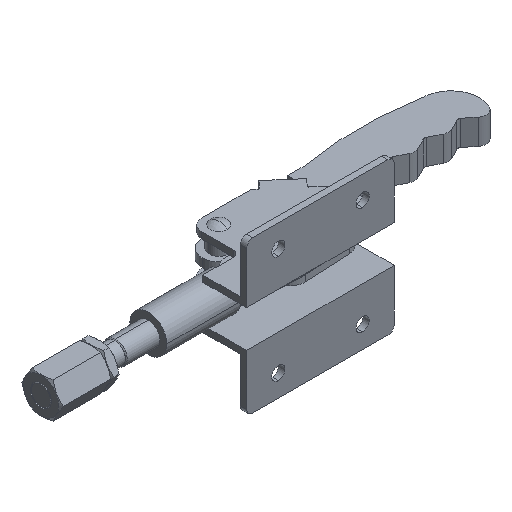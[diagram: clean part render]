
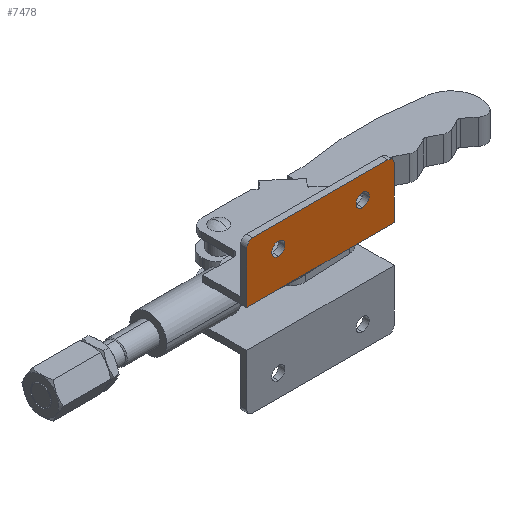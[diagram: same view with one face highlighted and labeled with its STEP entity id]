
A CAD part, isometric view. The second image highlights one B-rep face of the part: STEP entity #7478.
In plain terms, the highlighted planar face has unit normal (0, -1, 0).
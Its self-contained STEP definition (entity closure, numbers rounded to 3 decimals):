
#95 = CIRCLE ( 'NONE', #1715, 3.15 ) ;
#120 = FACE_OUTER_BOUND ( 'NONE', #3856, .T. ) ;
#130 = EDGE_CURVE ( 'NONE', #3134, #2528, #5158, .T. ) ;
#322 = EDGE_CURVE ( 'NONE', #3454, #6989, #2008, .T. ) ;
#367 = CARTESIAN_POINT ( 'NONE',  ( 3., 0., 24.2 ) ) ;
#385 = CARTESIAN_POINT ( 'NONE',  ( 55., 0., 13.7 ) ) ;
#397 = DIRECTION ( 'NONE',  ( 0., 0., 1. ) ) ;
#518 = DIRECTION ( 'NONE',  ( 0., 0., 1. ) ) ;
#612 = VERTEX_POINT ( 'NONE', #2678 ) ;
#720 = CARTESIAN_POINT ( 'NONE',  ( 55., 0., 10.55 ) ) ;
#787 = VECTOR ( 'NONE', #993, 1000. ) ;
#838 = DIRECTION ( 'NONE',  ( 0., 0., 1. ) ) ;
#944 = VERTEX_POINT ( 'NONE', #6102 ) ;
#950 = CIRCLE ( 'NONE', #7943, 3.15 ) ;
#993 = DIRECTION ( 'NONE',  ( -1., 0., 0. ) ) ;
#1087 = AXIS2_PLACEMENT_3D ( 'NONE', #3018, #7347, #3627 ) ;
#1162 = EDGE_LOOP ( 'NONE', ( #4320, #4514 ) ) ;
#1224 = ORIENTED_EDGE ( 'NONE', *, *, #6348, .T. ) ;
#1333 = CARTESIAN_POINT ( 'NONE',  ( 70., 0., 21.2 ) ) ;
#1573 = DIRECTION ( 'NONE',  ( 0., 0., 1. ) ) ;
#1583 = DIRECTION ( 'NONE',  ( 0., -1., 0. ) ) ;
#1640 = LINE ( 'NONE', #2076, #8021 ) ;
#1660 = CARTESIAN_POINT ( 'NONE',  ( 15., 0., 13.7 ) ) ;
#1701 = AXIS2_PLACEMENT_3D ( 'NONE', #7330, #3615, #7952 ) ;
#1715 = AXIS2_PLACEMENT_3D ( 'NONE', #385, #2945, #397 ) ;
#1914 = EDGE_CURVE ( 'NONE', #2528, #3454, #7572, .T. ) ;
#1958 = DIRECTION ( 'NONE',  ( 0., 0., 1. ) ) ;
#2008 = CIRCLE ( 'NONE', #4321, 3. ) ;
#2076 = CARTESIAN_POINT ( 'NONE',  ( 0., 0., -3. ) ) ;
#2174 = EDGE_CURVE ( 'NONE', #6062, #2757, #95, .T. ) ;
#2178 = ORIENTED_EDGE ( 'NONE', *, *, #2174, .F. ) ;
#2285 = DIRECTION ( 'NONE',  ( 0., 0., 1. ) ) ;
#2365 = EDGE_CURVE ( 'NONE', #612, #3134, #6803, .T. ) ;
#2528 = VERTEX_POINT ( 'NONE', #4146 ) ;
#2678 = CARTESIAN_POINT ( 'NONE',  ( 70., 0., -3. ) ) ;
#2691 = VECTOR ( 'NONE', #7812, 1000. ) ;
#2757 = VERTEX_POINT ( 'NONE', #720 ) ;
#2945 = DIRECTION ( 'NONE',  ( 0., -1., 0. ) ) ;
#3018 = CARTESIAN_POINT ( 'NONE',  ( 15., 0., 13.7 ) ) ;
#3041 = FACE_BOUND ( 'NONE', #1162, .T. ) ;
#3134 = VERTEX_POINT ( 'NONE', #1333 ) ;
#3454 = VERTEX_POINT ( 'NONE', #7653 ) ;
#3476 = CARTESIAN_POINT ( 'NONE',  ( 0., 0., -3. ) ) ;
#3555 = EDGE_LOOP ( 'NONE', ( #7645, #2178 ) ) ;
#3615 = DIRECTION ( 'NONE',  ( 0., -1., 0. ) ) ;
#3627 = DIRECTION ( 'NONE',  ( 0., 0., 1. ) ) ;
#3679 = VERTEX_POINT ( 'NONE', #5226 ) ;
#3856 = EDGE_LOOP ( 'NONE', ( #4087, #7930, #6677, #6757, #5508, #1224 ) ) ;
#4087 = ORIENTED_EDGE ( 'NONE', *, *, #2365, .T. ) ;
#4146 = CARTESIAN_POINT ( 'NONE',  ( 67., 0., 24.2 ) ) ;
#4222 = DIRECTION ( 'NONE',  ( 0., -1., 0. ) ) ;
#4311 = LINE ( 'NONE', #3476, #2691 ) ;
#4320 = ORIENTED_EDGE ( 'NONE', *, *, #4638, .F. ) ;
#4321 = AXIS2_PLACEMENT_3D ( 'NONE', #7944, #4222, #518 ) ;
#4397 = CARTESIAN_POINT ( 'NONE',  ( 70., 0., -3. ) ) ;
#4514 = ORIENTED_EDGE ( 'NONE', *, *, #5723, .F. ) ;
#4638 = EDGE_CURVE ( 'NONE', #7079, #3679, #6865, .T. ) ;
#4849 = FACE_BOUND ( 'NONE', #3555, .T. ) ;
#4873 = AXIS2_PLACEMENT_3D ( 'NONE', #5237, #6525, #1573 ) ;
#4986 = EDGE_CURVE ( 'NONE', #2757, #6062, #7152, .T. ) ;
#5050 = CARTESIAN_POINT ( 'NONE',  ( 15., 0., 10.55 ) ) ;
#5112 = VECTOR ( 'NONE', #1958, 1000. ) ;
#5158 = CIRCLE ( 'NONE', #4873, 3. ) ;
#5226 = CARTESIAN_POINT ( 'NONE',  ( 15., 0., 16.85 ) ) ;
#5237 = CARTESIAN_POINT ( 'NONE',  ( 67., 0., 21.2 ) ) ;
#5248 = CARTESIAN_POINT ( 'NONE',  ( 55., 0., 13.7 ) ) ;
#5508 = ORIENTED_EDGE ( 'NONE', *, *, #5541, .F. ) ;
#5541 = EDGE_CURVE ( 'NONE', #944, #6989, #1640, .T. ) ;
#5723 = EDGE_CURVE ( 'NONE', #3679, #7079, #950, .T. ) ;
#5906 = DIRECTION ( 'NONE',  ( 0., 0., 1. ) ) ;
#5979 = DIRECTION ( 'NONE',  ( 0., -1., 0. ) ) ;
#6062 = VERTEX_POINT ( 'NONE', #7545 ) ;
#6090 = PLANE ( 'NONE',  #1701 ) ;
#6102 = CARTESIAN_POINT ( 'NONE',  ( 0., 0., -3. ) ) ;
#6239 = CARTESIAN_POINT ( 'NONE',  ( 0., 0., 21.2 ) ) ;
#6341 = AXIS2_PLACEMENT_3D ( 'NONE', #5248, #1583, #5906 ) ;
#6348 = EDGE_CURVE ( 'NONE', #944, #612, #4311, .T. ) ;
#6525 = DIRECTION ( 'NONE',  ( 0., -1., 0. ) ) ;
#6677 = ORIENTED_EDGE ( 'NONE', *, *, #1914, .T. ) ;
#6757 = ORIENTED_EDGE ( 'NONE', *, *, #322, .T. ) ;
#6803 = LINE ( 'NONE', #4397, #5112 ) ;
#6865 = CIRCLE ( 'NONE', #1087, 3.15 ) ;
#6989 = VERTEX_POINT ( 'NONE', #6239 ) ;
#7079 = VERTEX_POINT ( 'NONE', #5050 ) ;
#7152 = CIRCLE ( 'NONE', #6341, 3.15 ) ;
#7330 = CARTESIAN_POINT ( 'NONE',  ( 0., 0., -3. ) ) ;
#7347 = DIRECTION ( 'NONE',  ( 0., -1., 0. ) ) ;
#7478 = ADVANCED_FACE ( 'NONE', ( #4849, #3041, #120 ), #6090, .T. ) ;
#7545 = CARTESIAN_POINT ( 'NONE',  ( 55., 0., 16.85 ) ) ;
#7572 = LINE ( 'NONE', #367, #787 ) ;
#7645 = ORIENTED_EDGE ( 'NONE', *, *, #4986, .F. ) ;
#7653 = CARTESIAN_POINT ( 'NONE',  ( 3., 0., 24.2 ) ) ;
#7812 = DIRECTION ( 'NONE',  ( 1., 0., 0. ) ) ;
#7930 = ORIENTED_EDGE ( 'NONE', *, *, #130, .T. ) ;
#7943 = AXIS2_PLACEMENT_3D ( 'NONE', #1660, #5979, #2285 ) ;
#7944 = CARTESIAN_POINT ( 'NONE',  ( 3., 0., 21.2 ) ) ;
#7952 = DIRECTION ( 'NONE',  ( 0., 0., -1. ) ) ;
#8021 = VECTOR ( 'NONE', #838, 1000. ) ;
